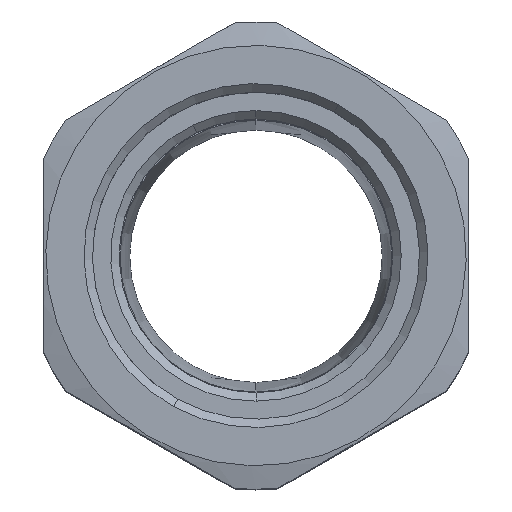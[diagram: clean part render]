
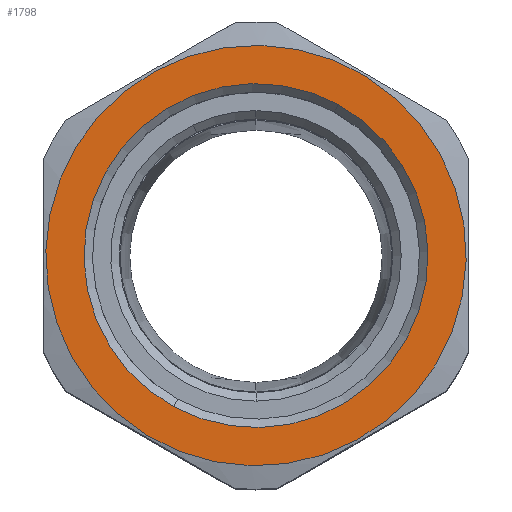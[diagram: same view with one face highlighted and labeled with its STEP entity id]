
A CAD part, top view. The second image highlights one B-rep face of the part: STEP entity #1798.
In plain terms, the highlighted planar face has unit normal (0, 0, 1).
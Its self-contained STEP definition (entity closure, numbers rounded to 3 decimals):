
#1661=AXIS2_PLACEMENT_3D('Circle Axis2P3D',#1659,#1660,$) ;
#1692=AXIS2_PLACEMENT_3D('Circle Axis2P3D',#1690,#1691,$) ;
#1774=AXIS2_PLACEMENT_3D('Plane Axis2P3D',#1771,#1772,#1773) ;
#1782=AXIS2_PLACEMENT_3D('Circle Axis2P3D',#1780,#1781,$) ;
#1791=AXIS2_PLACEMENT_3D('Circle Axis2P3D',#1789,#1790,$) ;
#1656=CARTESIAN_POINT('Vertex',(12.123,6.364,72.75)) ;
#1659=CARTESIAN_POINT('Axis2P3D Location',(25.,27.5,72.75)) ;
#1663=CARTESIAN_POINT('Vertex',(37.877,48.636,72.75)) ;
#1690=CARTESIAN_POINT('Axis2P3D Location',(25.,27.5,72.75)) ;
#1771=CARTESIAN_POINT('Axis2P3D Location',(25.,27.5,72.75)) ;
#1780=CARTESIAN_POINT('Axis2P3D Location',(25.,27.5,72.75)) ;
#1784=CARTESIAN_POINT('Vertex',(34.708,45.271,72.75)) ;
#1786=CARTESIAN_POINT('Vertex',(15.292,9.729,72.75)) ;
#1789=CARTESIAN_POINT('Axis2P3D Location',(25.,27.5,72.75)) ;
#1660=DIRECTION('Axis2P3D Direction',(0.,0.,-1.)) ;
#1691=DIRECTION('Axis2P3D Direction',(0.,0.,-1.)) ;
#1772=DIRECTION('Axis2P3D Direction',(0.,0.,-1.)) ;
#1773=DIRECTION('Axis2P3D XDirection',(0.,-1.,0.)) ;
#1781=DIRECTION('Axis2P3D Direction',(0.,0.,-1.)) ;
#1790=DIRECTION('Axis2P3D Direction',(0.,0.,-1.)) ;
#1777=ORIENTED_EDGE('',*,*,#1694,.T.) ;
#1778=ORIENTED_EDGE('',*,*,#1665,.T.) ;
#1795=ORIENTED_EDGE('',*,*,#1788,.T.) ;
#1796=ORIENTED_EDGE('',*,*,#1793,.T.) ;
#1797=FACE_BOUND('',#1794,.T.) ;
#1798=ADVANCED_FACE('Part1.1\\Koerper.2',(#1779,#1797),#1775,.F.) ;
#1662=CIRCLE('generated circle',#1661,24.75) ;
#1693=CIRCLE('generated circle',#1692,24.75) ;
#1783=CIRCLE('generated circle',#1782,20.25) ;
#1792=CIRCLE('generated circle',#1791,20.25) ;
#1665=EDGE_CURVE('',#1664,#1657,#1662,.F.) ;
#1694=EDGE_CURVE('',#1657,#1664,#1693,.F.) ;
#1788=EDGE_CURVE('',#1785,#1787,#1783,.T.) ;
#1793=EDGE_CURVE('',#1787,#1785,#1792,.T.) ;
#1776=EDGE_LOOP('',(#1777,#1778)) ;
#1794=EDGE_LOOP('',(#1795,#1796)) ;
#1779=FACE_OUTER_BOUND('',#1776,.T.) ;
#1775=PLANE('',#1774) ;
#1657=VERTEX_POINT('',#1656) ;
#1664=VERTEX_POINT('',#1663) ;
#1785=VERTEX_POINT('',#1784) ;
#1787=VERTEX_POINT('',#1786) ;
